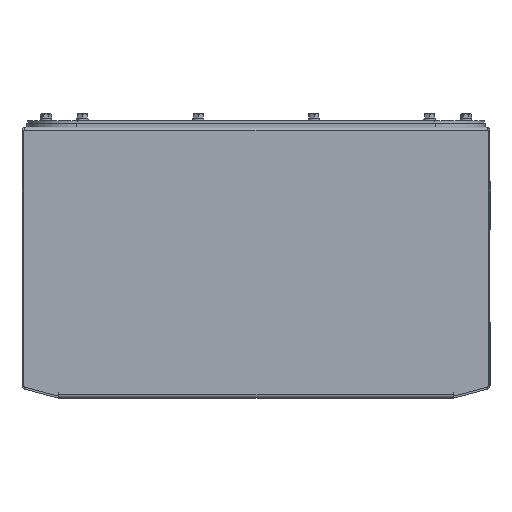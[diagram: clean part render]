
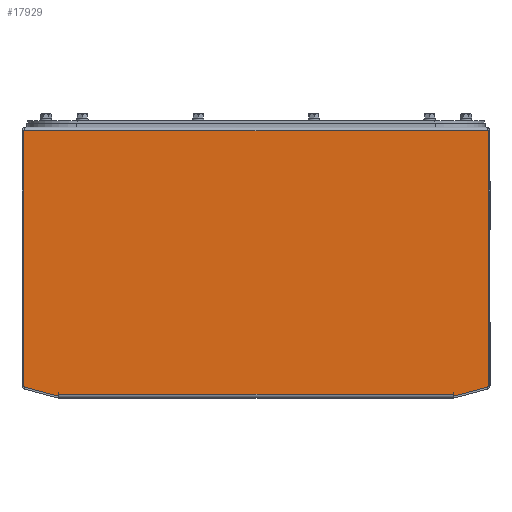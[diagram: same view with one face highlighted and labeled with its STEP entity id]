
A CAD part, front view. The second image highlights one B-rep face of the part: STEP entity #17929.
In plain terms, the highlighted planar face has unit normal (0, -1, 0).
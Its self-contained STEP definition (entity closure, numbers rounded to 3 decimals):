
#37 = CARTESIAN_POINT ( 'NONE',  ( -188.49, -1.5, 217. ) ) ;
#976 = DIRECTION ( 'NONE',  ( 0., 1., 0. ) ) ;
#1421 = CARTESIAN_POINT ( 'NONE',  ( 160.605, -1.5, 4.411 ) ) ;
#1497 = VERTEX_POINT ( 'NONE', #24821 ) ;
#2036 = VECTOR ( 'NONE', #29697, 1000. ) ;
#3364 = AXIS2_PLACEMENT_3D ( 'NONE', #18421, #976, #21338 ) ;
#3445 = VERTEX_POINT ( 'NONE', #17065 ) ;
#3519 = DIRECTION ( 'NONE',  ( -1., 0., 0. ) ) ;
#3894 = PLANE ( 'NONE',  #12072 ) ;
#4223 = CARTESIAN_POINT ( 'NONE',  ( 160.605, -1.5, 4.411 ) ) ;
#4263 = ORIENTED_EDGE ( 'NONE', *, *, #8755, .T. ) ;
#4553 = CARTESIAN_POINT ( 'NONE',  ( 188.49, -1.5, 217. ) ) ;
#5072 = ORIENTED_EDGE ( 'NONE', *, *, #26560, .F. ) ;
#5606 = CARTESIAN_POINT ( 'NONE',  ( -160.105, -1.5, 4.411 ) ) ;
#5659 = CARTESIAN_POINT ( 'NONE',  ( 160.105, -1.5, 1.5 ) ) ;
#6344 = DIRECTION ( 'NONE',  ( 1., 0., 0. ) ) ;
#6495 = VECTOR ( 'NONE', #33185, 1000. ) ;
#6955 = DIRECTION ( 'NONE',  ( 0., -1., 0. ) ) ;
#7436 = EDGE_CURVE ( 'NONE', #9506, #33796, #17532, .T. ) ;
#8229 = VERTEX_POINT ( 'NONE', #16538 ) ;
#8534 = LINE ( 'NONE', #12273, #16240 ) ;
#8584 = CARTESIAN_POINT ( 'NONE',  ( 160.105, -1.5, 3. ) ) ;
#8732 = ORIENTED_EDGE ( 'NONE', *, *, #23066, .T. ) ;
#8755 = EDGE_CURVE ( 'NONE', #9506, #35932, #18482, .T. ) ;
#9506 = VERTEX_POINT ( 'NONE', #25875 ) ;
#10581 = ORIENTED_EDGE ( 'NONE', *, *, #20341, .F. ) ;
#10750 = VECTOR ( 'NONE', #24893, 1000. ) ;
#10839 = VECTOR ( 'NONE', #3519, 1000. ) ;
#11449 = DIRECTION ( 'NONE',  ( -1., 0., 0. ) ) ;
#11485 = EDGE_CURVE ( 'NONE', #33511, #35932, #11884, .T. ) ;
#11657 = EDGE_CURVE ( 'NONE', #1497, #24417, #14121, .T. ) ;
#11803 = CARTESIAN_POINT ( 'NONE',  ( 160.605, -1.5, 1.591 ) ) ;
#11884 = LINE ( 'NONE', #36121, #34133 ) ;
#12072 = AXIS2_PLACEMENT_3D ( 'NONE', #21444, #6955, #27263 ) ;
#12256 = EDGE_CURVE ( 'NONE', #24417, #33511, #37221, .T. ) ;
#12273 = CARTESIAN_POINT ( 'NONE',  ( -160.105, -1.5, 1.5 ) ) ;
#12311 = CARTESIAN_POINT ( 'NONE',  ( 188.49, -1.5, 220. ) ) ;
#12446 = VECTOR ( 'NONE', #17359, 1000. ) ;
#13060 = VERTEX_POINT ( 'NONE', #8584 ) ;
#13189 = LINE ( 'NONE', #11803, #15027 ) ;
#13569 = EDGE_LOOP ( 'NONE', ( #18330, #4263, #28829, #20455, #17204, #15311, #19252, #10581, #8732, #34944, #5072, #26270, #18979, #37394 ) ) ;
#14121 = LINE ( 'NONE', #17056, #31385 ) ;
#14345 = DIRECTION ( 'NONE',  ( 0., 1., 0. ) ) ;
#15027 = VECTOR ( 'NONE', #29203, 1000. ) ;
#15311 = ORIENTED_EDGE ( 'NONE', *, *, #16303, .F. ) ;
#16141 = VECTOR ( 'NONE', #6344, 1000. ) ;
#16240 = VECTOR ( 'NONE', #26993, 1000. ) ;
#16303 = EDGE_CURVE ( 'NONE', #19174, #1497, #29667, .T. ) ;
#16366 = CARTESIAN_POINT ( 'NONE',  ( 187.378, -1.5, 8.765 ) ) ;
#16538 = CARTESIAN_POINT ( 'NONE',  ( 160.105, -1.5, 4.411 ) ) ;
#17056 = CARTESIAN_POINT ( 'NONE',  ( -160.605, -1.5, 1.591 ) ) ;
#17065 = CARTESIAN_POINT ( 'NONE',  ( -160.105, -1.5, 4.411 ) ) ;
#17204 = ORIENTED_EDGE ( 'NONE', *, *, #11657, .F. ) ;
#17359 = DIRECTION ( 'NONE',  ( 0., 0., -1. ) ) ;
#17532 = LINE ( 'NONE', #12311, #2036 ) ;
#17663 = LINE ( 'NONE', #23869, #10839 ) ;
#17929 = ADVANCED_FACE ( 'NONE', ( #33215 ), #3894, .T. ) ;
#18330 = ORIENTED_EDGE ( 'NONE', *, *, #7436, .F. ) ;
#18421 = CARTESIAN_POINT ( 'NONE',  ( 186.99, -1.5, 10.214 ) ) ;
#18482 = LINE ( 'NONE', #4553, #10750 ) ;
#18712 = DIRECTION ( 'NONE',  ( 0., 0., 1. ) ) ;
#18979 = ORIENTED_EDGE ( 'NONE', *, *, #25132, .F. ) ;
#19174 = VERTEX_POINT ( 'NONE', #26960 ) ;
#19252 = ORIENTED_EDGE ( 'NONE', *, *, #19564, .F. ) ;
#19564 = EDGE_CURVE ( 'NONE', #3445, #19174, #32264, .T. ) ;
#19811 = CARTESIAN_POINT ( 'NONE',  ( 188.49, -1.5, 10.214 ) ) ;
#20186 = LINE ( 'NONE', #5659, #12446 ) ;
#20341 = EDGE_CURVE ( 'NONE', #26227, #3445, #8534, .T. ) ;
#20455 = ORIENTED_EDGE ( 'NONE', *, *, #12256, .F. ) ;
#20474 = EDGE_CURVE ( 'NONE', #22721, #31243, #30309, .T. ) ;
#21338 = DIRECTION ( 'NONE',  ( 0., 0., -1. ) ) ;
#21444 = CARTESIAN_POINT ( 'NONE',  ( 186.99, -1.5, 10.214 ) ) ;
#22607 = VECTOR ( 'NONE', #36379, 1000. ) ;
#22721 = VERTEX_POINT ( 'NONE', #30112 ) ;
#23066 = EDGE_CURVE ( 'NONE', #26227, #13060, #30678, .T. ) ;
#23783 = CARTESIAN_POINT ( 'NONE',  ( 186.99, -1.5, 3. ) ) ;
#23852 = EDGE_CURVE ( 'NONE', #8229, #13060, #20186, .T. ) ;
#23869 = CARTESIAN_POINT ( 'NONE',  ( 160.105, -1.5, 4.411 ) ) ;
#24417 = VERTEX_POINT ( 'NONE', #34316 ) ;
#24821 = CARTESIAN_POINT ( 'NONE',  ( -160.605, -1.5, 1.591 ) ) ;
#24893 = DIRECTION ( 'NONE',  ( -1., 0., 0. ) ) ;
#25132 = EDGE_CURVE ( 'NONE', #36595, #22721, #13189, .T. ) ;
#25875 = CARTESIAN_POINT ( 'NONE',  ( 188.49, -1.5, 217. ) ) ;
#26227 = VERTEX_POINT ( 'NONE', #36450 ) ;
#26270 = ORIENTED_EDGE ( 'NONE', *, *, #20474, .F. ) ;
#26560 = EDGE_CURVE ( 'NONE', #31243, #8229, #17663, .T. ) ;
#26960 = CARTESIAN_POINT ( 'NONE',  ( -160.605, -1.5, 4.411 ) ) ;
#26993 = DIRECTION ( 'NONE',  ( 0., 0., 1. ) ) ;
#27263 = DIRECTION ( 'NONE',  ( 0., 0., -1. ) ) ;
#27834 = EDGE_CURVE ( 'NONE', #33796, #36595, #30960, .T. ) ;
#28829 = ORIENTED_EDGE ( 'NONE', *, *, #11485, .F. ) ;
#29203 = DIRECTION ( 'NONE',  ( -0.966, 0., -0.259 ) ) ;
#29667 = LINE ( 'NONE', #30260, #6495 ) ;
#29697 = DIRECTION ( 'NONE',  ( 0., 0., -1. ) ) ;
#30112 = CARTESIAN_POINT ( 'NONE',  ( 160.605, -1.5, 1.591 ) ) ;
#30260 = CARTESIAN_POINT ( 'NONE',  ( -160.605, -1.5, 4.411 ) ) ;
#30309 = LINE ( 'NONE', #1421, #22607 ) ;
#30678 = LINE ( 'NONE', #23783, #16141 ) ;
#30896 = AXIS2_PLACEMENT_3D ( 'NONE', #31737, #14345, #34700 ) ;
#30960 = CIRCLE ( 'NONE', #3364, 1.5 ) ;
#31243 = VERTEX_POINT ( 'NONE', #4223 ) ;
#31334 = VECTOR ( 'NONE', #11449, 1000. ) ;
#31385 = VECTOR ( 'NONE', #37389, 1000. ) ;
#31737 = CARTESIAN_POINT ( 'NONE',  ( -186.99, -1.5, 10.214 ) ) ;
#32264 = LINE ( 'NONE', #5606, #31334 ) ;
#33015 = CARTESIAN_POINT ( 'NONE',  ( -188.49, -1.5, 10.214 ) ) ;
#33185 = DIRECTION ( 'NONE',  ( 0., 0., -1. ) ) ;
#33215 = FACE_OUTER_BOUND ( 'NONE', #13569, .T. ) ;
#33511 = VERTEX_POINT ( 'NONE', #33015 ) ;
#33796 = VERTEX_POINT ( 'NONE', #19811 ) ;
#34133 = VECTOR ( 'NONE', #18712, 1000. ) ;
#34316 = CARTESIAN_POINT ( 'NONE',  ( -187.378, -1.5, 8.765 ) ) ;
#34700 = DIRECTION ( 'NONE',  ( 0., 0., 1. ) ) ;
#34944 = ORIENTED_EDGE ( 'NONE', *, *, #23852, .F. ) ;
#35932 = VERTEX_POINT ( 'NONE', #37 ) ;
#36121 = CARTESIAN_POINT ( 'NONE',  ( -188.49, -1.5, 220. ) ) ;
#36379 = DIRECTION ( 'NONE',  ( 0., 0., 1. ) ) ;
#36450 = CARTESIAN_POINT ( 'NONE',  ( -160.105, -1.5, 3. ) ) ;
#36595 = VERTEX_POINT ( 'NONE', #16366 ) ;
#37221 = CIRCLE ( 'NONE', #30896, 1.5 ) ;
#37389 = DIRECTION ( 'NONE',  ( -0.966, 0., 0.259 ) ) ;
#37394 = ORIENTED_EDGE ( 'NONE', *, *, #27834, .F. ) ;
